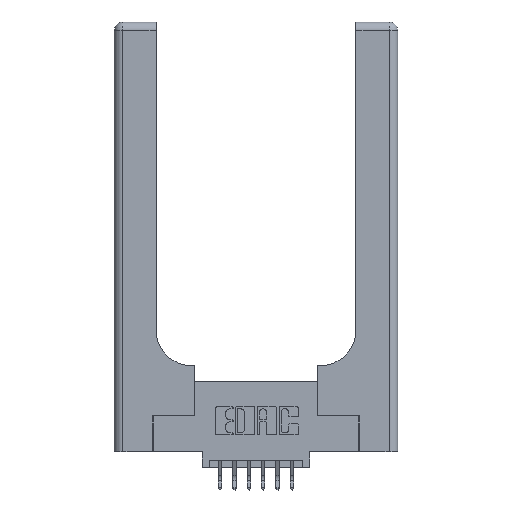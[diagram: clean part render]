
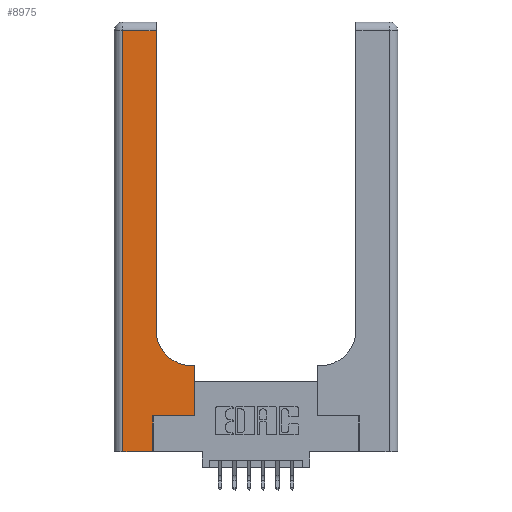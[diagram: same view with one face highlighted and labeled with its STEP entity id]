
A CAD part, top view. The second image highlights one B-rep face of the part: STEP entity #8975.
In plain terms, the highlighted planar face has unit normal (0, 0, 1).
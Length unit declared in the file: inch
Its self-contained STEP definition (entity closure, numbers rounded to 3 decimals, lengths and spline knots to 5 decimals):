
#527 = DIRECTION ( 'NONE',  ( 1., 0., 0. ) ) ;
#544 = VERTEX_POINT ( 'NONE', #10566 ) ;
#712 = CARTESIAN_POINT ( 'NONE',  ( 0.06, 3., 0.37 ) ) ;
#1272 = DIRECTION ( 'NONE',  ( -1., 0., 0. ) ) ;
#1629 = VECTOR ( 'NONE', #10872, 39.37008 ) ;
#1972 = VERTEX_POINT ( 'NONE', #14895 ) ;
#2005 = VERTEX_POINT ( 'NONE', #13815 ) ;
#2276 = CARTESIAN_POINT ( 'NONE',  ( 0.269, 0.25, 0.37 ) ) ;
#2339 = PLANE ( 'NONE',  #6658 ) ;
#2346 = DIRECTION ( 'NONE',  ( 0., 1., 0. ) ) ;
#2778 = VECTOR ( 'NONE', #13818, 39.37008 ) ;
#3324 = CARTESIAN_POINT ( 'NONE',  ( 0., 2.94, 0.37 ) ) ;
#3585 = ORIENTED_EDGE ( 'NONE', *, *, #13446, .T. ) ;
#3695 = VECTOR ( 'NONE', #7007, 39.37008 ) ;
#3956 = VECTOR ( 'NONE', #10349, 39.37008 ) ;
#4059 = LINE ( 'NONE', #10952, #7883 ) ;
#4188 = DIRECTION ( 'NONE',  ( 1., 0., 0. ) ) ;
#4340 = CARTESIAN_POINT ( 'NONE',  ( 0.2915, 0.85, 0.37 ) ) ;
#4347 = CARTESIAN_POINT ( 'NONE',  ( 0.5585, 0.25, 0.37 ) ) ;
#4432 = VECTOR ( 'NONE', #8681, 39.37008 ) ;
#4476 = VERTEX_POINT ( 'NONE', #6022 ) ;
#4477 = EDGE_CURVE ( 'NONE', #13286, #1972, #11832, .T. ) ;
#4525 = CARTESIAN_POINT ( 'NONE',  ( 0.06, 2.94, 0.37 ) ) ;
#4662 = CARTESIAN_POINT ( 'NONE',  ( 0.269, 0., 0.37 ) ) ;
#4761 = ORIENTED_EDGE ( 'NONE', *, *, #10996, .T. ) ;
#4838 = CARTESIAN_POINT ( 'NONE',  ( 0., 3., 0.37 ) ) ;
#5220 = DIRECTION ( 'NONE',  ( 0., 0., -1. ) ) ;
#5272 = CARTESIAN_POINT ( 'NONE',  ( 0.5415, 0.85, 0.37 ) ) ;
#5702 = LINE ( 'NONE', #4662, #6598 ) ;
#5866 = VERTEX_POINT ( 'NONE', #7676 ) ;
#6020 = FACE_OUTER_BOUND ( 'NONE', #9636, .T. ) ;
#6022 = CARTESIAN_POINT ( 'NONE',  ( 0.269, 0., 0.37 ) ) ;
#6515 = CARTESIAN_POINT ( 'NONE',  ( 0.5415, 0.6, 0.37 ) ) ;
#6598 = VECTOR ( 'NONE', #2346, 39.37008 ) ;
#6644 = ORIENTED_EDGE ( 'NONE', *, *, #4477, .T. ) ;
#6658 = AXIS2_PLACEMENT_3D ( 'NONE', #4838, #6999, #1272 ) ;
#6999 = DIRECTION ( 'NONE',  ( 0., 0., -1. ) ) ;
#7007 = DIRECTION ( 'NONE',  ( -1., 0., 0. ) ) ;
#7036 = LINE ( 'NONE', #13586, #12367 ) ;
#7127 = LINE ( 'NONE', #7865, #2778 ) ;
#7271 = EDGE_CURVE ( 'NONE', #12994, #544, #13565, .T. ) ;
#7402 = EDGE_CURVE ( 'NONE', #7916, #2005, #7127, .T. ) ;
#7418 = DIRECTION ( 'NONE',  ( -1., 0., 0. ) ) ;
#7676 = CARTESIAN_POINT ( 'NONE',  ( 0.5585, 0.6, 0.37 ) ) ;
#7865 = CARTESIAN_POINT ( 'NONE',  ( 0.269, 0.25, 0.37 ) ) ;
#7883 = VECTOR ( 'NONE', #7418, 39.37008 ) ;
#7916 = VERTEX_POINT ( 'NONE', #2276 ) ;
#8544 = ORIENTED_EDGE ( 'NONE', *, *, #7402, .T. ) ;
#8681 = DIRECTION ( 'NONE',  ( 0., -1., 0. ) ) ;
#8741 = AXIS2_PLACEMENT_3D ( 'NONE', #5272, #5220, #527 ) ;
#8783 = LINE ( 'NONE', #3324, #3695 ) ;
#8975 = ADVANCED_FACE ( 'NONE', ( #6020 ), #2339, .F. ) ;
#9014 = CIRCLE ( 'NONE', #8741, 0.25 ) ;
#9636 = EDGE_LOOP ( 'NONE', ( #6644, #3585, #12322, #4761, #13425, #8544, #12210, #12637, #14815 ) ) ;
#9800 = LINE ( 'NONE', #4347, #3956 ) ;
#10349 = DIRECTION ( 'NONE',  ( 0., 1., 0. ) ) ;
#10566 = CARTESIAN_POINT ( 'NONE',  ( 0.06, 0., 0.37 ) ) ;
#10872 = DIRECTION ( 'NONE',  ( 0., 1., 0. ) ) ;
#10952 = CARTESIAN_POINT ( 'NONE',  ( 0.2915, 0.6, 0.37 ) ) ;
#10996 = EDGE_CURVE ( 'NONE', #544, #4476, #7036, .T. ) ;
#11030 = VERTEX_POINT ( 'NONE', #6515 ) ;
#11110 = EDGE_CURVE ( 'NONE', #2005, #5866, #9800, .T. ) ;
#11832 = LINE ( 'NONE', #12978, #1629 ) ;
#12210 = ORIENTED_EDGE ( 'NONE', *, *, #11110, .T. ) ;
#12322 = ORIENTED_EDGE ( 'NONE', *, *, #7271, .T. ) ;
#12367 = VECTOR ( 'NONE', #4188, 39.37008 ) ;
#12637 = ORIENTED_EDGE ( 'NONE', *, *, #13542, .T. ) ;
#12978 = CARTESIAN_POINT ( 'NONE',  ( 0.2915, 3., 0.37 ) ) ;
#12994 = VERTEX_POINT ( 'NONE', #4525 ) ;
#13286 = VERTEX_POINT ( 'NONE', #4340 ) ;
#13425 = ORIENTED_EDGE ( 'NONE', *, *, #13857, .T. ) ;
#13446 = EDGE_CURVE ( 'NONE', #1972, #12994, #8783, .T. ) ;
#13542 = EDGE_CURVE ( 'NONE', #5866, #11030, #4059, .T. ) ;
#13565 = LINE ( 'NONE', #712, #4432 ) ;
#13586 = CARTESIAN_POINT ( 'NONE',  ( 0., 0., 0.37 ) ) ;
#13815 = CARTESIAN_POINT ( 'NONE',  ( 0.5585, 0.25, 0.37 ) ) ;
#13818 = DIRECTION ( 'NONE',  ( 1., 0., 0. ) ) ;
#13857 = EDGE_CURVE ( 'NONE', #4476, #7916, #5702, .T. ) ;
#14815 = ORIENTED_EDGE ( 'NONE', *, *, #14820, .T. ) ;
#14820 = EDGE_CURVE ( 'NONE', #11030, #13286, #9014, .T. ) ;
#14895 = CARTESIAN_POINT ( 'NONE',  ( 0.2915, 2.94, 0.37 ) ) ;
